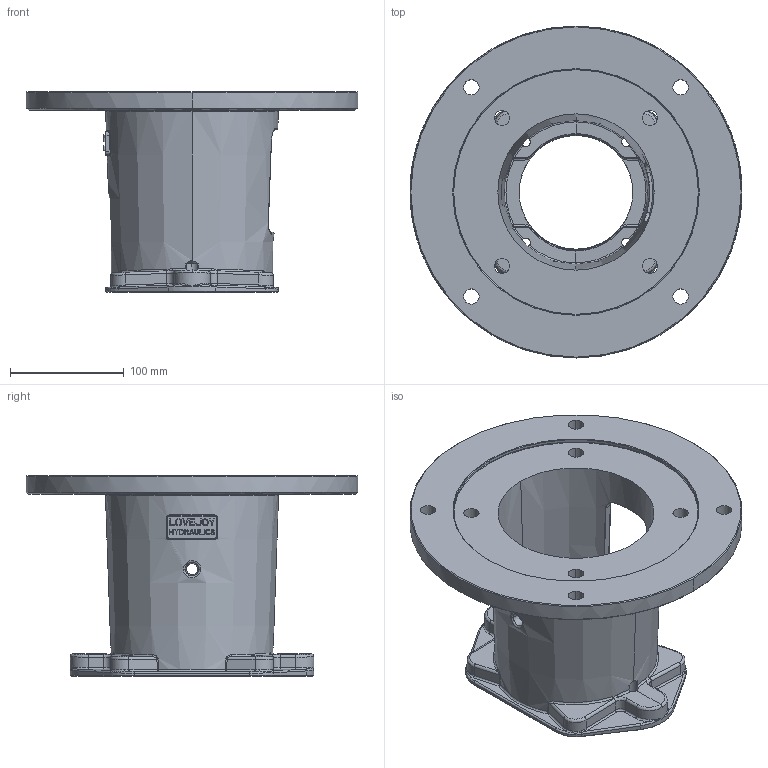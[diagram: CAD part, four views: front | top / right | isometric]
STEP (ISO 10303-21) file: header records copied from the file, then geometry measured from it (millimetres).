
FILE_DESCRIPTION((''),'2;1');
FILE_NAME('84527105232_ASM','2013-04-26T',('ppetruska'),(''),'PRO/ENGINEER BY PARAMETRIC TECHNOLOGY CORPORATION, 2012480','PRO/ENGINEER BY PARAMETRIC TECHNOLOGY CORPORATION, 2012480','');
FILE_SCHEMA(('CONFIG_CONTROL_DESIGN'));
Length unit declared in the file: inch
Products named in the file (3): 84527106042_AF3; 84527106050_AF2_ASM; 84527105232_ASM
Assembly tree (2 placements, depth 3):
  84527105232_ASM
    84527106050_AF2_ASM
      84527106042_AF3
Bounding box: 292.1 x 292.1 x 176.21 mm (x, y, z)
Volume: 1464206.3 mm3; surface area: 295485.3 mm2
Topology: 1 solids, 1 shells, 754 faces, 1973 edges, 1236 vertices
Faces by surface type: plane 442, bspline 137, cylinder 103, cone 42, torus 18, sphere 8, extrusion 4
Entity records: 30236 total; most frequent: CARTESIAN_POINT 12563, ORIENTED_EDGE 3938, DIRECTION 3212, EDGE_CURVE 1969, VECTOR 1324, LINE 1320, VERTEX_POINT 1236, AXIS2_PLACEMENT_3D 944
